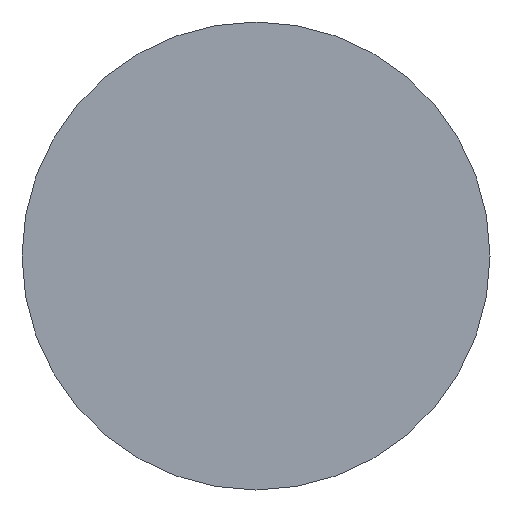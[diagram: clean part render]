
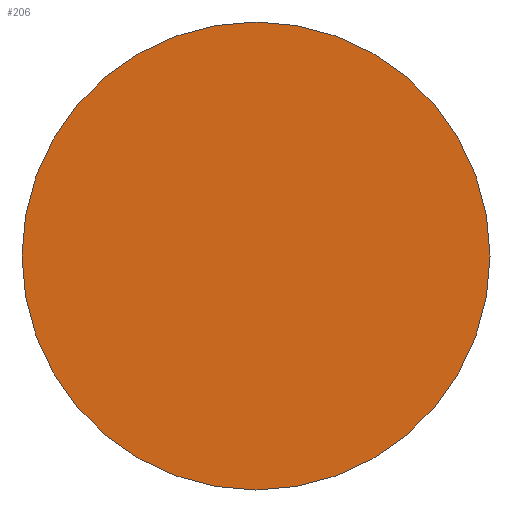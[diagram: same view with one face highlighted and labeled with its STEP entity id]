
A CAD part, left-side view. The second image highlights one B-rep face of the part: STEP entity #206.
In plain terms, the highlighted planar face has unit normal (-1, 0, 0).
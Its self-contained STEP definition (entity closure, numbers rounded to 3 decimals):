
#65=CARTESIAN_POINT('',(0.,0.,0.));
#66=DIRECTION('',(-1.,0.,0.));
#67=DIRECTION('',(0.,1.,0.));
#68=AXIS2_PLACEMENT_3D('',#65,#66,#67);
#70=CARTESIAN_POINT('',(0.,0.,0.));
#71=DIRECTION('',(1.,0.,0.));
#72=DIRECTION('',(0.,1.,0.));
#73=AXIS2_PLACEMENT_3D('',#70,#71,#72);
#91=CARTESIAN_POINT('',(0.,1.25,0.));
#93=VERTEX_POINT('',#91);
#95=CARTESIAN_POINT('',(0.,-1.25,0.));
#97=VERTEX_POINT('',#95);
#197=CARTESIAN_POINT('',(0.,0.,0.));
#198=DIRECTION('',(1.,0.,0.));
#199=DIRECTION('',(0.,-1.,0.));
#200=AXIS2_PLACEMENT_3D('',#197,#198,#199);
#201=PLANE('',#200);
#202=ORIENTED_EDGE('',*,*,#176,.F.);
#203=ORIENTED_EDGE('',*,*,#192,.T.);
#204=EDGE_LOOP('',(#202,#203));
#205=FACE_OUTER_BOUND('',#204,.F.);
#69=CIRCLE('',#68,1.25);
#74=CIRCLE('',#73,1.25);
#176=EDGE_CURVE('',#93,#97,#69,.T.);
#192=EDGE_CURVE('',#93,#97,#74,.T.);
#206=ADVANCED_FACE('',(#205),#201,.F.);
